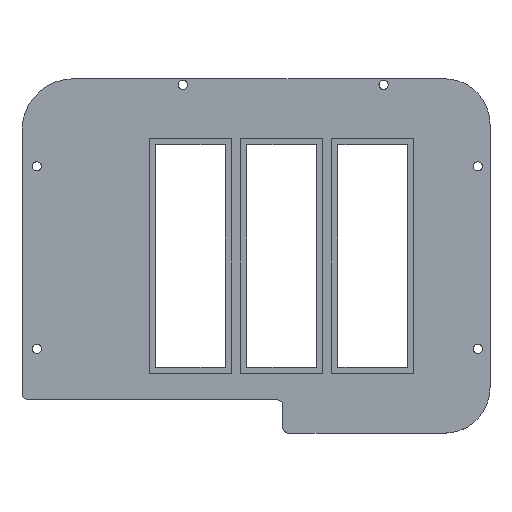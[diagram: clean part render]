
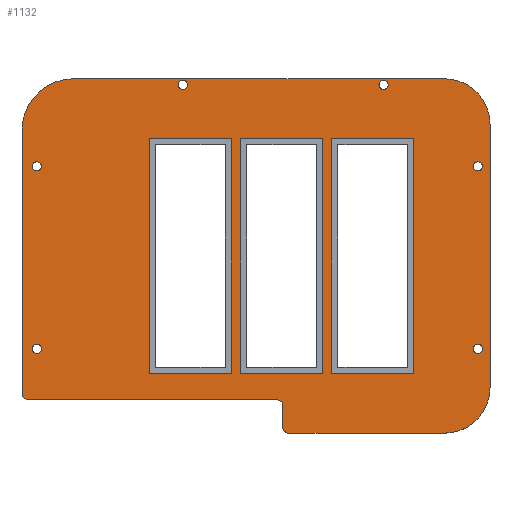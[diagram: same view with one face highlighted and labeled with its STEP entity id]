
A CAD part, top view. The second image highlights one B-rep face of the part: STEP entity #1132.
In plain terms, the highlighted planar face has unit normal (0, 0, 1).
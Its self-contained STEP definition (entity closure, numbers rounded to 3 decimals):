
#20=CIRCLE('',#1206,16.929);
#22=CIRCLE('',#1210,1.5);
#24=CIRCLE('',#1213,1.5);
#26=CIRCLE('',#1216,2.);
#30=CIRCLE('',#1222,2.);
#31=CIRCLE('',#1225,15.);
#32=CIRCLE('',#1226,15.);
#33=CIRCLE('',#1227,2.);
#34=CIRCLE('',#1228,1.5);
#35=CIRCLE('',#1229,1.5);
#36=CIRCLE('',#1230,1.5);
#37=CIRCLE('',#1231,1.5);
#79=FACE_BOUND('',#187,.T.);
#80=FACE_BOUND('',#188,.T.);
#81=FACE_BOUND('',#189,.T.);
#82=FACE_BOUND('',#190,.T.);
#83=FACE_BOUND('',#191,.T.);
#84=FACE_BOUND('',#192,.T.);
#85=FACE_BOUND('',#193,.T.);
#86=FACE_BOUND('',#194,.T.);
#87=FACE_BOUND('',#195,.T.);
#124=FACE_OUTER_BOUND('',#186,.T.);
#186=EDGE_LOOP('',(#856,#857,#858,#859,#860,#861,#862,#863,#864,#865,#866,
#867));
#187=EDGE_LOOP('',(#868,#869,#870,#871));
#188=EDGE_LOOP('',(#872,#873,#874,#875));
#189=EDGE_LOOP('',(#876));
#190=EDGE_LOOP('',(#877));
#191=EDGE_LOOP('',(#878));
#192=EDGE_LOOP('',(#879));
#193=EDGE_LOOP('',(#880));
#194=EDGE_LOOP('',(#881));
#195=EDGE_LOOP('',(#882,#883,#884,#885));
#251=LINE('',#1629,#370);
#255=LINE('',#1637,#374);
#258=LINE('',#1643,#377);
#261=LINE('',#1648,#380);
#275=LINE('',#1678,#394);
#279=LINE('',#1686,#398);
#282=LINE('',#1692,#401);
#285=LINE('',#1697,#404);
#291=LINE('',#1714,#410);
#299=LINE('',#1753,#418);
#302=LINE('',#1759,#421);
#303=LINE('',#1763,#422);
#304=LINE('',#1766,#423);
#305=LINE('',#1768,#424);
#306=LINE('',#1780,#425);
#307=LINE('',#1782,#426);
#308=LINE('',#1784,#427);
#309=LINE('',#1785,#428);
#370=VECTOR('',#1308,10.);
#374=VECTOR('',#1314,10.);
#377=VECTOR('',#1319,10.);
#380=VECTOR('',#1324,10.);
#394=VECTOR('',#1350,10.);
#398=VECTOR('',#1356,10.);
#401=VECTOR('',#1361,10.);
#404=VECTOR('',#1366,10.);
#410=VECTOR('',#1382,10.);
#418=VECTOR('',#1422,10.);
#421=VECTOR('',#1427,10.);
#422=VECTOR('',#1430,10.);
#423=VECTOR('',#1433,10.);
#424=VECTOR('',#1434,10.);
#425=VECTOR('',#1445,10.);
#426=VECTOR('',#1446,10.);
#427=VECTOR('',#1447,10.);
#428=VECTOR('',#1448,10.);
#485=VERTEX_POINT('',#1627);
#486=VERTEX_POINT('',#1628);
#489=VERTEX_POINT('',#1636);
#491=VERTEX_POINT('',#1642);
#501=VERTEX_POINT('',#1676);
#502=VERTEX_POINT('',#1677);
#505=VERTEX_POINT('',#1685);
#507=VERTEX_POINT('',#1691);
#511=VERTEX_POINT('',#1704);
#512=VERTEX_POINT('',#1706);
#514=VERTEX_POINT('',#1712);
#516=VERTEX_POINT('',#1718);
#518=VERTEX_POINT('',#1724);
#520=VERTEX_POINT('',#1730);
#527=VERTEX_POINT('',#1746);
#528=VERTEX_POINT('',#1748);
#529=VERTEX_POINT('',#1752);
#531=VERTEX_POINT('',#1758);
#532=VERTEX_POINT('',#1760);
#533=VERTEX_POINT('',#1762);
#534=VERTEX_POINT('',#1764);
#535=VERTEX_POINT('',#1767);
#536=VERTEX_POINT('',#1770);
#537=VERTEX_POINT('',#1772);
#538=VERTEX_POINT('',#1774);
#539=VERTEX_POINT('',#1776);
#540=VERTEX_POINT('',#1778);
#541=VERTEX_POINT('',#1779);
#542=VERTEX_POINT('',#1781);
#543=VERTEX_POINT('',#1783);
#595=EDGE_CURVE('',#485,#486,#251,.T.);
#599=EDGE_CURVE('',#489,#485,#255,.T.);
#602=EDGE_CURVE('',#491,#489,#258,.T.);
#605=EDGE_CURVE('',#486,#491,#261,.T.);
#619=EDGE_CURVE('',#501,#502,#275,.T.);
#623=EDGE_CURVE('',#505,#501,#279,.T.);
#626=EDGE_CURVE('',#507,#505,#282,.T.);
#629=EDGE_CURVE('',#502,#507,#285,.T.);
#633=EDGE_CURVE('',#512,#511,#20,.T.);
#637=EDGE_CURVE('',#511,#514,#291,.T.);
#640=EDGE_CURVE('',#516,#516,#22,.T.);
#643=EDGE_CURVE('',#518,#518,#24,.T.);
#646=EDGE_CURVE('',#514,#520,#26,.T.);
#653=EDGE_CURVE('',#527,#528,#30,.T.);
#655=EDGE_CURVE('',#529,#528,#299,.T.);
#658=EDGE_CURVE('',#527,#531,#302,.T.);
#659=EDGE_CURVE('',#531,#532,#31,.T.);
#660=EDGE_CURVE('',#532,#533,#303,.T.);
#661=EDGE_CURVE('',#533,#534,#32,.T.);
#662=EDGE_CURVE('',#534,#512,#304,.T.);
#663=EDGE_CURVE('',#520,#535,#305,.T.);
#664=EDGE_CURVE('',#529,#535,#33,.T.);
#665=EDGE_CURVE('',#536,#536,#34,.T.);
#666=EDGE_CURVE('',#537,#537,#35,.T.);
#667=EDGE_CURVE('',#538,#538,#36,.T.);
#668=EDGE_CURVE('',#539,#539,#37,.T.);
#669=EDGE_CURVE('',#540,#541,#306,.T.);
#670=EDGE_CURVE('',#541,#542,#307,.T.);
#671=EDGE_CURVE('',#542,#543,#308,.T.);
#672=EDGE_CURVE('',#543,#540,#309,.T.);
#856=ORIENTED_EDGE('',*,*,#653,.F.);
#857=ORIENTED_EDGE('',*,*,#658,.T.);
#858=ORIENTED_EDGE('',*,*,#659,.T.);
#859=ORIENTED_EDGE('',*,*,#660,.T.);
#860=ORIENTED_EDGE('',*,*,#661,.T.);
#861=ORIENTED_EDGE('',*,*,#662,.T.);
#862=ORIENTED_EDGE('',*,*,#633,.T.);
#863=ORIENTED_EDGE('',*,*,#637,.T.);
#864=ORIENTED_EDGE('',*,*,#646,.T.);
#865=ORIENTED_EDGE('',*,*,#663,.T.);
#866=ORIENTED_EDGE('',*,*,#664,.F.);
#867=ORIENTED_EDGE('',*,*,#655,.T.);
#868=ORIENTED_EDGE('',*,*,#595,.T.);
#869=ORIENTED_EDGE('',*,*,#605,.T.);
#870=ORIENTED_EDGE('',*,*,#602,.T.);
#871=ORIENTED_EDGE('',*,*,#599,.T.);
#872=ORIENTED_EDGE('',*,*,#619,.T.);
#873=ORIENTED_EDGE('',*,*,#629,.T.);
#874=ORIENTED_EDGE('',*,*,#626,.T.);
#875=ORIENTED_EDGE('',*,*,#623,.T.);
#876=ORIENTED_EDGE('',*,*,#640,.T.);
#877=ORIENTED_EDGE('',*,*,#643,.T.);
#878=ORIENTED_EDGE('',*,*,#665,.T.);
#879=ORIENTED_EDGE('',*,*,#666,.T.);
#880=ORIENTED_EDGE('',*,*,#667,.T.);
#881=ORIENTED_EDGE('',*,*,#668,.T.);
#882=ORIENTED_EDGE('',*,*,#669,.T.);
#883=ORIENTED_EDGE('',*,*,#670,.T.);
#884=ORIENTED_EDGE('',*,*,#671,.T.);
#885=ORIENTED_EDGE('',*,*,#672,.T.);
#1086=PLANE('',#1224);
#1132=ADVANCED_FACE('',(#124,#79,#80,#81,#82,#83,#84,#85,#86,#87),#1086,
 .T.);
#1206=AXIS2_PLACEMENT_3D('',#1707,#1375,#1376);
#1210=AXIS2_PLACEMENT_3D('',#1720,#1388,#1389);
#1213=AXIS2_PLACEMENT_3D('',#1726,#1395,#1396);
#1216=AXIS2_PLACEMENT_3D('',#1732,#1402,#1403);
#1222=AXIS2_PLACEMENT_3D('',#1749,#1417,#1418);
#1224=AXIS2_PLACEMENT_3D('',#1757,#1425,#1426);
#1225=AXIS2_PLACEMENT_3D('',#1761,#1428,#1429);
#1226=AXIS2_PLACEMENT_3D('',#1765,#1431,#1432);
#1227=AXIS2_PLACEMENT_3D('',#1769,#1435,#1436);
#1228=AXIS2_PLACEMENT_3D('',#1771,#1437,#1438);
#1229=AXIS2_PLACEMENT_3D('',#1773,#1439,#1440);
#1230=AXIS2_PLACEMENT_3D('',#1775,#1441,#1442);
#1231=AXIS2_PLACEMENT_3D('',#1777,#1443,#1444);
#1308=DIRECTION('',(0.,1.,0.));
#1314=DIRECTION('',(-1.,0.,0.));
#1319=DIRECTION('',(0.,-1.,0.));
#1324=DIRECTION('',(1.,0.,0.));
#1350=DIRECTION('',(0.,1.,0.));
#1356=DIRECTION('',(-1.,0.,0.));
#1361=DIRECTION('',(0.,-1.,0.));
#1366=DIRECTION('',(1.,0.,0.));
#1375=DIRECTION('center_axis',(0.,0.,1.));
#1376=DIRECTION('ref_axis',(0.,1.,0.));
#1382=DIRECTION('',(0.,-1.,0.));
#1388=DIRECTION('center_axis',(0.,0.,-1.));
#1389=DIRECTION('ref_axis',(-1.,0.,0.));
#1395=DIRECTION('center_axis',(0.,0.,-1.));
#1396=DIRECTION('ref_axis',(-1.,0.,0.));
#1402=DIRECTION('center_axis',(0.,0.,1.));
#1403=DIRECTION('ref_axis',(-1.,0.,0.));
#1417=DIRECTION('center_axis',(0.,0.,-1.));
#1418=DIRECTION('ref_axis',(-0.707,-0.707,0.));
#1422=DIRECTION('',(0.,-1.,0.));
#1425=DIRECTION('center_axis',(0.,0.,1.));
#1426=DIRECTION('ref_axis',(1.,0.,0.));
#1427=DIRECTION('',(1.,0.,0.));
#1428=DIRECTION('center_axis',(0.,0.,1.));
#1429=DIRECTION('ref_axis',(0.,-1.,0.));
#1430=DIRECTION('',(0.,1.,0.));
#1431=DIRECTION('center_axis',(0.,0.,1.));
#1432=DIRECTION('ref_axis',(1.,0.,0.));
#1433=DIRECTION('',(-1.,0.,0.));
#1434=DIRECTION('',(1.,0.,0.));
#1435=DIRECTION('center_axis',(0.,0.,1.));
#1436=DIRECTION('ref_axis',(0.707,0.707,0.));
#1437=DIRECTION('center_axis',(0.,0.,-1.));
#1438=DIRECTION('ref_axis',(-1.,0.,0.));
#1439=DIRECTION('center_axis',(0.,0.,-1.));
#1440=DIRECTION('ref_axis',(-1.,0.,0.));
#1441=DIRECTION('center_axis',(0.,0.,-1.));
#1442=DIRECTION('ref_axis',(-1.,0.,0.));
#1443=DIRECTION('center_axis',(0.,0.,-1.));
#1444=DIRECTION('ref_axis',(-1.,0.,0.));
#1445=DIRECTION('',(0.,1.,0.));
#1446=DIRECTION('',(1.,0.,0.));
#1447=DIRECTION('',(0.,-1.,0.));
#1448=DIRECTION('',(-1.,0.,0.));
#1627=CARTESIAN_POINT('',(16.5,-3.301,4.));
#1628=CARTESIAN_POINT('',(16.5,73.699,4.));
#1629=CARTESIAN_POINT('',(16.5,15.949,4.));
#1636=CARTESIAN_POINT('',(43.5,-3.301,4.));
#1637=CARTESIAN_POINT('',(21.75,-3.301,4.));
#1642=CARTESIAN_POINT('',(43.5,73.699,4.));
#1643=CARTESIAN_POINT('',(43.5,54.449,4.));
#1648=CARTESIAN_POINT('',(8.25,73.699,4.));
#1676=CARTESIAN_POINT('',(-43.5,-3.301,4.));
#1677=CARTESIAN_POINT('',(-43.5,73.699,4.));
#1678=CARTESIAN_POINT('',(-43.5,15.949,4.));
#1685=CARTESIAN_POINT('',(-16.5,-3.301,4.));
#1686=CARTESIAN_POINT('',(-8.25,-3.301,4.));
#1691=CARTESIAN_POINT('',(-16.5,73.699,4.));
#1692=CARTESIAN_POINT('',(-16.5,54.449,4.));
#1697=CARTESIAN_POINT('',(-21.75,73.699,4.));
#1704=CARTESIAN_POINT('',(-85.347,76.521,4.));
#1706=CARTESIAN_POINT('',(-68.418,93.449,4.));
#1707=CARTESIAN_POINT('Origin',(-68.418,76.521,4.));
#1712=CARTESIAN_POINT('',(-85.347,-10.051,4.));
#1714=CARTESIAN_POINT('',(-85.347,76.521,4.));
#1718=CARTESIAN_POINT('',(-79.,4.649,4.));
#1720=CARTESIAN_POINT('Origin',(-80.5,4.649,4.));
#1724=CARTESIAN_POINT('',(-79.,64.649,4.));
#1726=CARTESIAN_POINT('Origin',(-80.5,64.649,4.));
#1730=CARTESIAN_POINT('',(-83.347,-12.051,4.));
#1732=CARTESIAN_POINT('Origin',(-83.347,-10.051,4.));
#1746=CARTESIAN_POINT('',(2.399,-23.051,4.));
#1748=CARTESIAN_POINT('',(0.399,-21.051,4.));
#1749=CARTESIAN_POINT('Origin',(2.399,-21.051,4.));
#1752=CARTESIAN_POINT('',(0.399,-14.051,4.));
#1753=CARTESIAN_POINT('',(0.399,11.574,4.));
#1757=CARTESIAN_POINT('Origin',(0.,35.199,4.));
#1758=CARTESIAN_POINT('',(53.5,-23.051,4.));
#1759=CARTESIAN_POINT('',(-53.5,-23.051,4.));
#1760=CARTESIAN_POINT('',(68.5,-8.051,4.));
#1761=CARTESIAN_POINT('Origin',(53.5,-8.051,4.));
#1762=CARTESIAN_POINT('',(68.5,78.449,4.));
#1763=CARTESIAN_POINT('',(68.5,-8.051,4.));
#1764=CARTESIAN_POINT('',(53.5,93.449,4.));
#1765=CARTESIAN_POINT('Origin',(53.5,78.449,4.));
#1766=CARTESIAN_POINT('',(53.5,93.449,4.));
#1767=CARTESIAN_POINT('',(-1.601,-12.051,4.));
#1768=CARTESIAN_POINT('',(-37.657,-12.051,4.));
#1769=CARTESIAN_POINT('Origin',(-1.601,-14.051,4.));
#1770=CARTESIAN_POINT('',(66.,4.649,4.));
#1771=CARTESIAN_POINT('Origin',(64.5,4.649,4.));
#1772=CARTESIAN_POINT('',(66.,64.649,4.));
#1773=CARTESIAN_POINT('Origin',(64.5,64.649,4.));
#1774=CARTESIAN_POINT('',(35.,91.449,4.));
#1775=CARTESIAN_POINT('Origin',(33.5,91.449,4.));
#1776=CARTESIAN_POINT('',(-31.,91.449,4.));
#1777=CARTESIAN_POINT('Origin',(-32.5,91.449,4.));
#1778=CARTESIAN_POINT('',(-13.5,-3.301,4.));
#1779=CARTESIAN_POINT('',(-13.5,73.699,4.));
#1780=CARTESIAN_POINT('',(-13.5,15.949,4.));
#1781=CARTESIAN_POINT('',(13.5,73.699,4.));
#1782=CARTESIAN_POINT('',(-6.75,73.699,4.));
#1783=CARTESIAN_POINT('',(13.5,-3.301,4.));
#1784=CARTESIAN_POINT('',(13.5,54.449,4.));
#1785=CARTESIAN_POINT('',(6.75,-3.301,4.));
